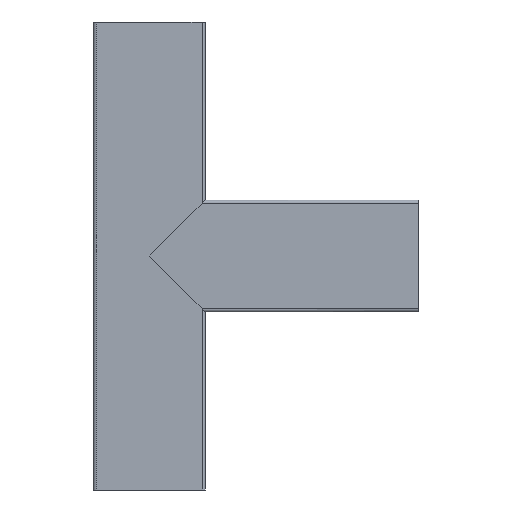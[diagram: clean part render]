
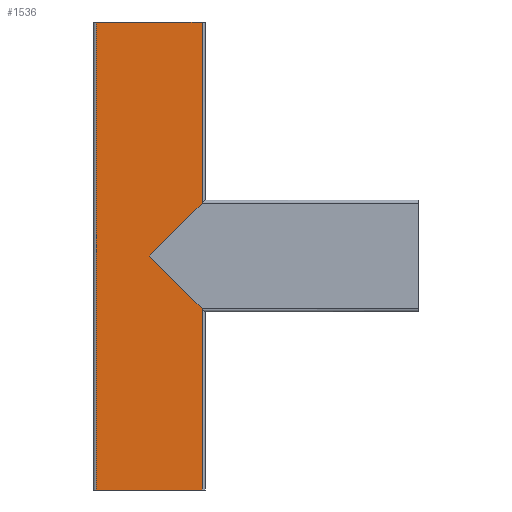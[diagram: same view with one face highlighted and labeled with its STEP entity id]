
A CAD part, front view. The second image highlights one B-rep face of the part: STEP entity #1536.
In plain terms, the highlighted planar face has unit normal (0, -1, 0).
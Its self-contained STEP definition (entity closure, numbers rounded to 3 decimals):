
#40 = DIRECTION ( 'NONE',  ( 0.707, 0., 0.707 ) ) ;
#95 = LINE ( 'NONE', #108, #1000 ) ;
#96 = CARTESIAN_POINT ( 'NONE',  ( 0., -70., 230. ) ) ;
#108 = CARTESIAN_POINT ( 'NONE',  ( 55., -70., 175. ) ) ;
#114 = DIRECTION ( 'NONE',  ( -0.707, 0., 0.707 ) ) ;
#155 = DIRECTION ( 'NONE',  ( 0., 0., -1. ) ) ;
#180 = CARTESIAN_POINT ( 'NONE',  ( -52., -70., 460. ) ) ;
#394 = CARTESIAN_POINT ( 'NONE',  ( -52., -70., 0. ) ) ;
#522 = CARTESIAN_POINT ( 'NONE',  ( -52., -70., 460. ) ) ;
#1000 = VECTOR ( 'NONE', #114, 1000. ) ;
#1112 = ORIENTED_EDGE ( 'NONE', *, *, #4614, .F. ) ;
#1118 = VECTOR ( 'NONE', #155, 1000. ) ;
#1307 = LINE ( 'NONE', #3396, #4077 ) ;
#1404 = ORIENTED_EDGE ( 'NONE', *, *, #4595, .T. ) ;
#1428 = VERTEX_POINT ( 'NONE', #4821 ) ;
#1536 = ADVANCED_FACE ( 'NONE', ( #2066 ), #4466, .F. ) ;
#1794 = CARTESIAN_POINT ( 'NONE',  ( 52., -70., 0. ) ) ;
#1887 = VECTOR ( 'NONE', #4632, 1000. ) ;
#1969 = VERTEX_POINT ( 'NONE', #2709 ) ;
#2066 = FACE_OUTER_BOUND ( 'NONE', #4992, .T. ) ;
#2256 = ORIENTED_EDGE ( 'NONE', *, *, #3714, .F. ) ;
#2520 = ORIENTED_EDGE ( 'NONE', *, *, #4635, .T. ) ;
#2648 = ORIENTED_EDGE ( 'NONE', *, *, #4584, .T. ) ;
#2709 = CARTESIAN_POINT ( 'NONE',  ( 0., -70., 230. ) ) ;
#2815 = VECTOR ( 'NONE', #3925, 1000. ) ;
#2877 = VERTEX_POINT ( 'NONE', #3323 ) ;
#2923 = VECTOR ( 'NONE', #40, 1000. ) ;
#3288 = VERTEX_POINT ( 'NONE', #394 ) ;
#3323 = CARTESIAN_POINT ( 'NONE',  ( 52., -70., 460. ) ) ;
#3371 = DIRECTION ( 'NONE',  ( 0., 0., -1. ) ) ;
#3390 = DIRECTION ( 'NONE',  ( 1., 0., 0. ) ) ;
#3396 = CARTESIAN_POINT ( 'NONE',  ( 52., -70., 460. ) ) ;
#3509 = AXIS2_PLACEMENT_3D ( 'NONE', #4390, #4381, #4374 ) ;
#3549 = VERTEX_POINT ( 'NONE', #522 ) ;
#3551 = VERTEX_POINT ( 'NONE', #4025 ) ;
#3593 = CARTESIAN_POINT ( 'NONE',  ( -52., -70., 0. ) ) ;
#3714 = EDGE_CURVE ( 'NONE', #1428, #4946, #1307, .T. ) ;
#3716 = ORIENTED_EDGE ( 'NONE', *, *, #4569, .T. ) ;
#3737 = VECTOR ( 'NONE', #3390, 1000. ) ;
#3782 = ORIENTED_EDGE ( 'NONE', *, *, #4627, .F. ) ;
#3827 = CARTESIAN_POINT ( 'NONE',  ( -52., -70., 460. ) ) ;
#3925 = DIRECTION ( 'NONE',  ( 1., 0., 0. ) ) ;
#3996 = LINE ( 'NONE', #96, #2923 ) ;
#4025 = CARTESIAN_POINT ( 'NONE',  ( 52., -70., 282. ) ) ;
#4077 = VECTOR ( 'NONE', #3371, 1000. ) ;
#4123 = LINE ( 'NONE', #4566, #1887 ) ;
#4374 = DIRECTION ( 'NONE',  ( 0., 0., 1. ) ) ;
#4377 = LINE ( 'NONE', #180, #1118 ) ;
#4381 = DIRECTION ( 'NONE',  ( 0., 1., 0. ) ) ;
#4390 = CARTESIAN_POINT ( 'NONE',  ( -52., -70., 460. ) ) ;
#4466 = PLANE ( 'NONE',  #3509 ) ;
#4566 = CARTESIAN_POINT ( 'NONE',  ( 52., -70., 460. ) ) ;
#4569 = EDGE_CURVE ( 'NONE', #3549, #3288, #4377, .T. ) ;
#4584 = EDGE_CURVE ( 'NONE', #1428, #1969, #95, .T. ) ;
#4595 = EDGE_CURVE ( 'NONE', #1969, #3551, #3996, .T. ) ;
#4614 = EDGE_CURVE ( 'NONE', #2877, #3551, #4123, .T. ) ;
#4627 = EDGE_CURVE ( 'NONE', #3549, #2877, #5000, .T. ) ;
#4632 = DIRECTION ( 'NONE',  ( 0., 0., -1. ) ) ;
#4635 = EDGE_CURVE ( 'NONE', #3288, #4946, #4889, .T. ) ;
#4821 = CARTESIAN_POINT ( 'NONE',  ( 52., -70., 178. ) ) ;
#4889 = LINE ( 'NONE', #3593, #3737 ) ;
#4946 = VERTEX_POINT ( 'NONE', #1794 ) ;
#4992 = EDGE_LOOP ( 'NONE', ( #2256, #2648, #1404, #1112, #3782, #3716, #2520 ) ) ;
#5000 = LINE ( 'NONE', #3827, #2815 ) ;
